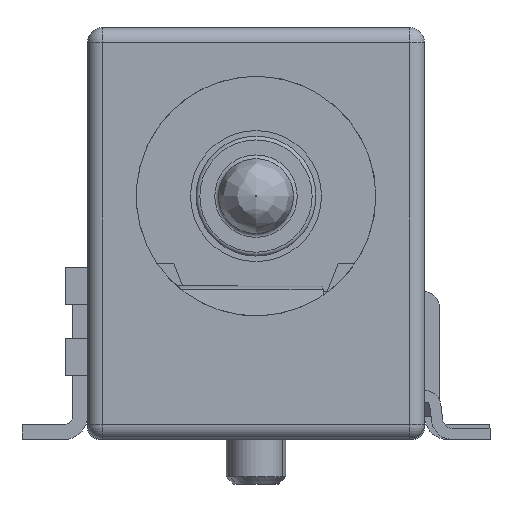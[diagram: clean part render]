
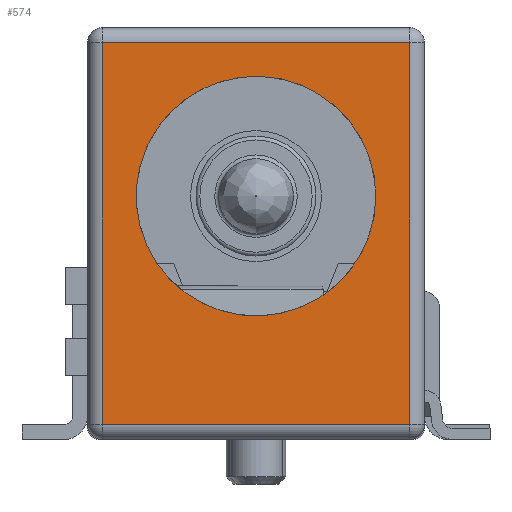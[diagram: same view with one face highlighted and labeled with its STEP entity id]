
A CAD part, front view. The second image highlights one B-rep face of the part: STEP entity #574.
In plain terms, the highlighted planar face has unit normal (0, -1, 0).
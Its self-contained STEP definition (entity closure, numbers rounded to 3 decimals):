
#574 = ADVANCED_FACE( '', ( #1252, #1253 ), #1254, .F. );
#1252 = FACE_OUTER_BOUND( '', #2120, .T. );
#1253 = FACE_BOUND( '', #2121, .T. );
#1254 = PLANE( '', #2122 );
#2120 = EDGE_LOOP( '', ( #3507, #3508, #3509, #3510 ) );
#2121 = EDGE_LOOP( '', ( #3511 ) );
#2122 = AXIS2_PLACEMENT_3D( '', #3512, #3513, #3514 );
#3507 = ORIENTED_EDGE( '', *, *, #5531, .T. );
#3508 = ORIENTED_EDGE( '', *, *, #5538, .T. );
#3509 = ORIENTED_EDGE( '', *, *, #5539, .T. );
#3510 = ORIENTED_EDGE( '', *, *, #5540, .T. );
#3511 = ORIENTED_EDGE( '', *, *, #5541, .T. );
#3512 = CARTESIAN_POINT( '', ( 0., -5.95, 0. ) );
#3513 = DIRECTION( '', ( 0., 1., 0. ) );
#3514 = DIRECTION( '', ( 0., 0., 1. ) );
#5531 = EDGE_CURVE( '', #6728, #6730, #6732, .F. );
#5538 = EDGE_CURVE( '', #6730, #6742, #6743, .F. );
#5539 = EDGE_CURVE( '', #6742, #6715, #6744, .F. );
#5540 = EDGE_CURVE( '', #6715, #6728, #6745, .F. );
#5541 = EDGE_CURVE( '', #6746, #6746, #6747, .T. );
#6715 = VERTEX_POINT( '', #8327 );
#6728 = VERTEX_POINT( '', #8345 );
#6730 = VERTEX_POINT( '', #8347 );
#6732 = LINE( '', #8349, #8350 );
#6742 = VERTEX_POINT( '', #8364 );
#6743 = LINE( '', #8365, #8366 );
#6744 = LINE( '', #8367, #8368 );
#6745 = LINE( '', #8369, #8370 );
#6746 = VERTEX_POINT( '', #8371 );
#6747 = CIRCLE( '', #8372, 3.2 );
#8327 = CARTESIAN_POINT( '', ( 4.1, -5.95, 5.1 ) );
#8345 = CARTESIAN_POINT( '', ( -4.1, -5.95, 5.1 ) );
#8347 = CARTESIAN_POINT( '', ( -4.1, -5.95, -5.1 ) );
#8349 = CARTESIAN_POINT( '', ( -4.1, -5.95, -5.5 ) );
#8350 = VECTOR( '', #9676, 1000. );
#8364 = CARTESIAN_POINT( '', ( 4.1, -5.95, -5.1 ) );
#8365 = CARTESIAN_POINT( '', ( 4.5, -5.95, -5.1 ) );
#8366 = VECTOR( '', #9681, 1000. );
#8367 = CARTESIAN_POINT( '', ( 4.1, -5.95, 5.5 ) );
#8368 = VECTOR( '', #9682, 1000. );
#8369 = CARTESIAN_POINT( '', ( -4.5, -5.95, 5.1 ) );
#8370 = VECTOR( '', #9683, 1000. );
#8371 = CARTESIAN_POINT( '', ( 3.2, -5.95, 1. ) );
#8372 = AXIS2_PLACEMENT_3D( '', #9684, #9685, #9686 );
#9676 = DIRECTION( '', ( 0., 0., 1. ) );
#9681 = DIRECTION( '', ( -1., 0., 0. ) );
#9682 = DIRECTION( '', ( 0., 0., -1. ) );
#9683 = DIRECTION( '', ( 1., 0., 0. ) );
#9684 = CARTESIAN_POINT( '', ( 0., -5.95, 1. ) );
#9685 = DIRECTION( '', ( 0., 1., 0. ) );
#9686 = DIRECTION( '', ( 1., 0., 0. ) );
